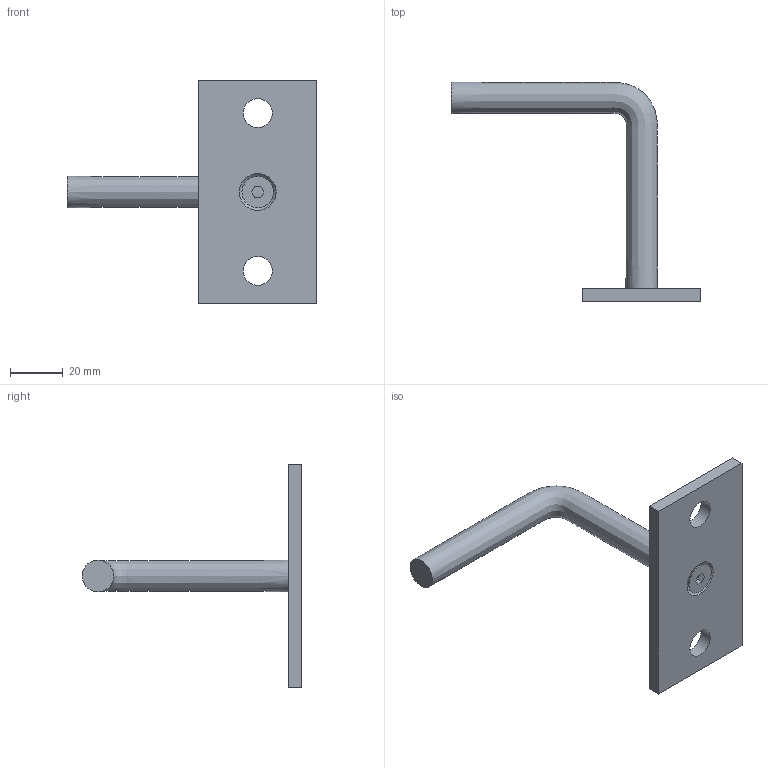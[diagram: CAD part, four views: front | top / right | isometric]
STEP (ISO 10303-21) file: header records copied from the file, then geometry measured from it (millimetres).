
FILE_DESCRIPTION(/* description */ (''),/* implementation_level */ '2;1');
FILE_NAME(/* name */ '41291.iam.step',/* time_stamp */ '2022-07-18T13:00:15+02:00',/* author */ ('Abt. Technik'),/* organization */ (''),/* preprocessor_version */ 'ST-DEVELOPER v18.1',/* originating_system */ 'Autodesk Inventor 2022',/* authorisation */ '');
FILE_SCHEMA (('AUTOMOTIVE_DESIGN { 1 0 10303 214 3 1 1 }'));
Length unit declared in the file: millimetre
Products named in the file (4): 41291; DIN 7991 - M6x16; 41270; 41285
Assembly tree (3 placements, depth 2):
  41291
    DIN 7991 - M6x16
    41270
    41285
Bounding box: 95 x 83.51 x 85 mm (x, y, z)
Volume: 33667.2 mm3; surface area: 15299 mm2
Topology: 3 solids, 3 shells, 30 faces, 64 edges, 42 vertices
Faces by surface type: plane 18, cylinder 6, cone 4, torus 1, bspline 1
Full cylindrical faces by diameter (mm): 6 x3, 11 x2, 12 x1
Entity records: 1680 total; most frequent: CARTESIAN_POINT 838, DIRECTION 158, ORIENTED_EDGE 128, EDGE_CURVE 64, AXIS2_PLACEMENT_3D 59, VERTEX_POINT 42, LINE 40, VECTOR 40
